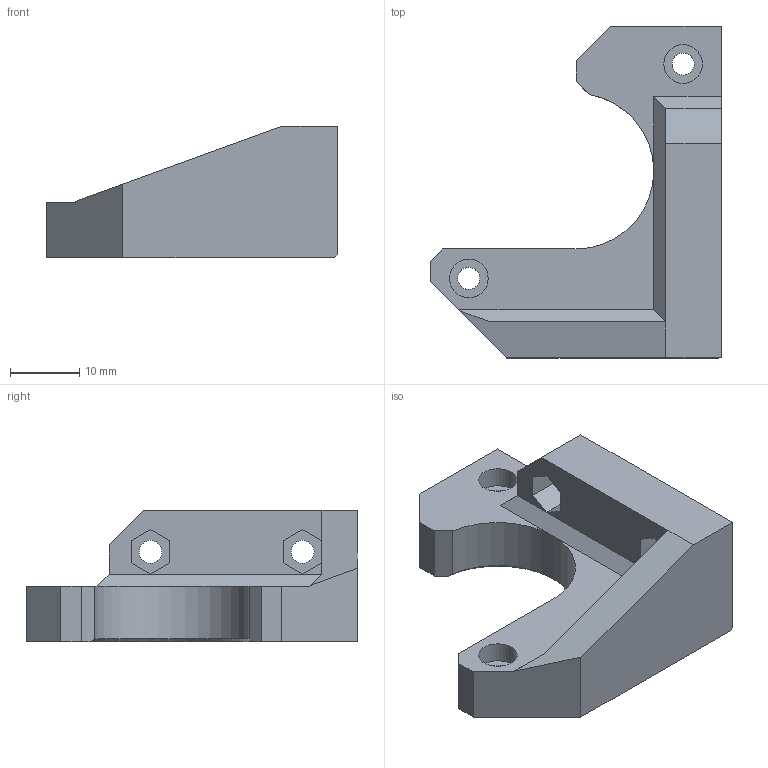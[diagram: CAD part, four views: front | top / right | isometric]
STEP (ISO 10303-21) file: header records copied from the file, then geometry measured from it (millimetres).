
FILE_DESCRIPTION(/* description */ ('STEP AP214'),/* implementation_level */ '2;1');
FILE_NAME(/* name */ 'y-motor-holder.stp',/* time_stamp */ '2019-02-11T15:15:52+01:00',/* author */ ('PR'),/* organization */ (''),/* preprocessor_version */ 'ST-DEVELOPER v17',/* originating_system */ 'Autodesk Inventor 2019',/* authorisation */ '');
FILE_SCHEMA (('AUTOMOTIVE_DESIGN { 1 0 10303 214 3 1 1 }'));
Length unit declared in the file: millimetre
Products named in the file (1): new y motor holder i2 R4
Bounding box: 42 x 48 x 19 mm (x, y, z)
Volume: 11442.7 mm3; surface area: 7447.7 mm2
Topology: 1 solids, 16 shells, 175 faces, 411 edges, 275 vertices
Faces by surface type: plane 158, cylinder 7, bspline 7, cone 3
Full cylindrical faces by diameter (mm): 3.2 x2, 3.3 x2, 5.6 x2
Entity records: 5005 total; most frequent: CARTESIAN_POINT 956, ORIENTED_EDGE 822, DIRECTION 762, EDGE_CURVE 411, LINE 368, VECTOR 368, VERTEX_POINT 275, AXIS2_PLACEMENT_3D 197
